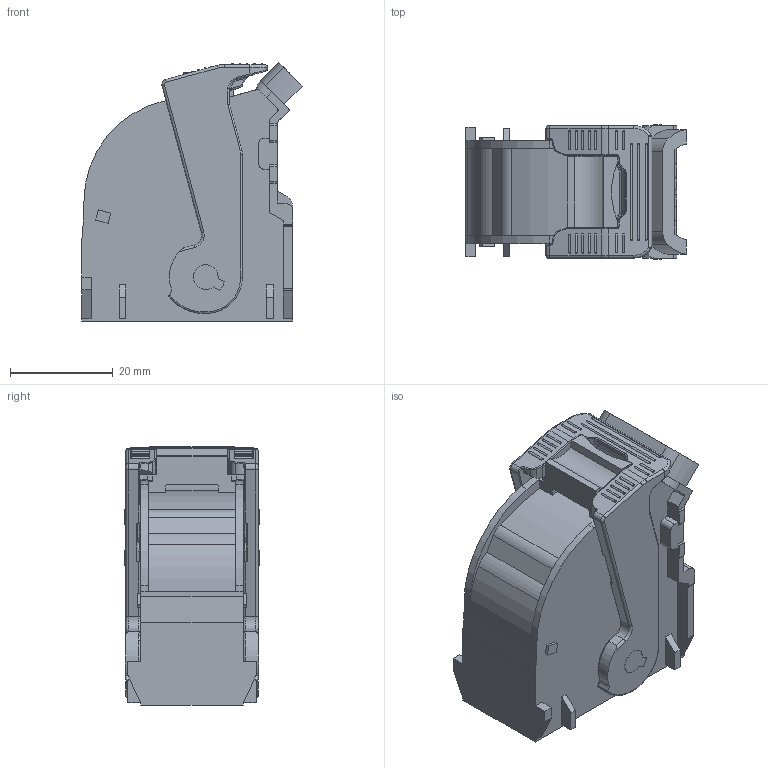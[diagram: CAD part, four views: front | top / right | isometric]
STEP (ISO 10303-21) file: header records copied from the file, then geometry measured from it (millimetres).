
FILE_DESCRIPTION(/* description */ (''),/* implementation_level */ '2;1');
FILE_NAME(/* name */ '35273085-ENV01_01.stp',/* time_stamp */ '2021-12-08T17:50:50+08:00',/* author */ (''),/* organization */ (''),/* preprocessor_version */ 'ST-DEVELOPER v16',/* originating_system */ 'SIEMENS PLM Software NX 11.0',/* authorisation */ '');
FILE_SCHEMA (('AUTOMOTIVE_DESIGN { 1 0 10303 214 3 1 1 1 }'));
Length unit declared in the file: millimetre
Products named in the file (1): 35273085-ENV01_01
Bounding box: 42.83 x 26.1 x 50.29 mm (x, y, z)
Volume: 15559.8 mm3; surface area: 19357.2 mm2
Topology: 1 solids, 3 shells, 1162 faces, 3045 edges, 1921 vertices
Faces by surface type: plane 588, cylinder 321, bspline 164, torus 65, sphere 18, cone 5, extrusion 1
Entity records: 38248 total; most frequent: CARTESIAN_POINT 10267, ORIENTED_EDGE 6060, DIRECTION 5614, EDGE_CURVE 3030, VERTEX_POINT 1920, AXIS2_PLACEMENT_3D 1899, VECTOR 1816, LINE 1815
